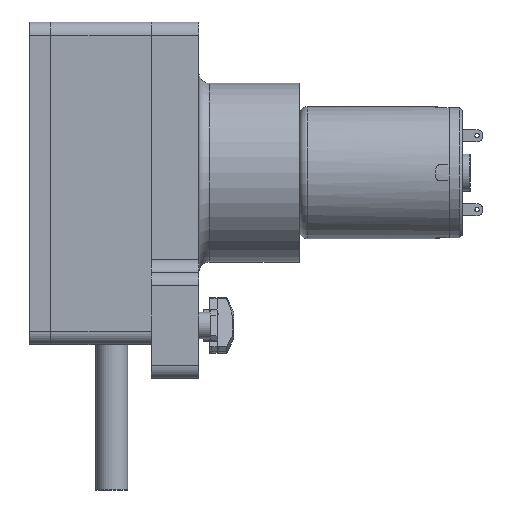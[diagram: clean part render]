
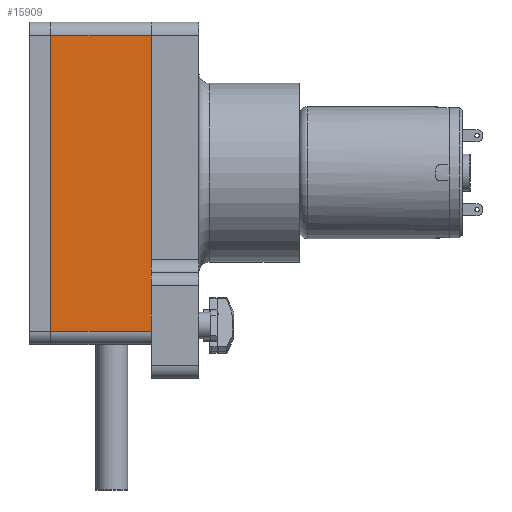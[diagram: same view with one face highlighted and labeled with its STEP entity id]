
A CAD part, left-side view. The second image highlights one B-rep face of the part: STEP entity #15909.
In plain terms, the highlighted face is planar.
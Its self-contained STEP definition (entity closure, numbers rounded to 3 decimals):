
#1489=PLANE('',#17881);
#2245=LINE('',#31626,#3253);
#2264=LINE('',#31688,#3272);
#2267=LINE('',#31704,#3275);
#2268=LINE('',#31706,#3276);
#3253=VECTOR('',#21644,10.);
#3272=VECTOR('',#21703,10.);
#3275=VECTOR('',#21720,10.);
#3276=VECTOR('',#21723,10.);
#4545=FACE_OUTER_BOUND('',#5531,.T.);
#5531=EDGE_LOOP('',(#13729,#13730,#13731,#13732));
#7757=VERTEX_POINT('',#31623);
#7758=VERTEX_POINT('',#31625);
#7780=VERTEX_POINT('',#31685);
#7781=VERTEX_POINT('',#31687);
#9814=EDGE_CURVE('',#7757,#7758,#2245,.T.);
#9846=EDGE_CURVE('',#7781,#7780,#2264,.T.);
#9854=EDGE_CURVE('',#7758,#7780,#2267,.T.);
#9855=EDGE_CURVE('',#7781,#7757,#2268,.T.);
#13729=ORIENTED_EDGE('',*,*,#9854,.F.);
#13730=ORIENTED_EDGE('',*,*,#9814,.F.);
#13731=ORIENTED_EDGE('',*,*,#9855,.F.);
#13732=ORIENTED_EDGE('',*,*,#9846,.T.);
#15909=ADVANCED_FACE('',(#4545),#1489,.T.);
#17881=AXIS2_PLACEMENT_3D('',#31705,#21721,#21722);
#21644=DIRECTION('',(-1.,0.,0.));
#21703=DIRECTION('',(-1.,0.,0.));
#21720=DIRECTION('',(0.,0.,-1.));
#21721=DIRECTION('center_axis',(0.,1.,0.));
#21722=DIRECTION('ref_axis',(-1.,0.,0.));
#21723=DIRECTION('',(0.,0.,1.));
#31623=CARTESIAN_POINT('',(28.,26.5,19.));
#31625=CARTESIAN_POINT('',(-28.,26.5,19.));
#31626=CARTESIAN_POINT('',(30.5,26.5,19.));
#31685=CARTESIAN_POINT('',(-28.,26.5,0.));
#31687=CARTESIAN_POINT('',(28.,26.5,0.));
#31688=CARTESIAN_POINT('',(30.5,26.5,0.));
#31704=CARTESIAN_POINT('',(-28.,26.5,0.));
#31705=CARTESIAN_POINT('Origin',(30.5,26.5,0.));
#31706=CARTESIAN_POINT('',(28.,26.5,0.));
